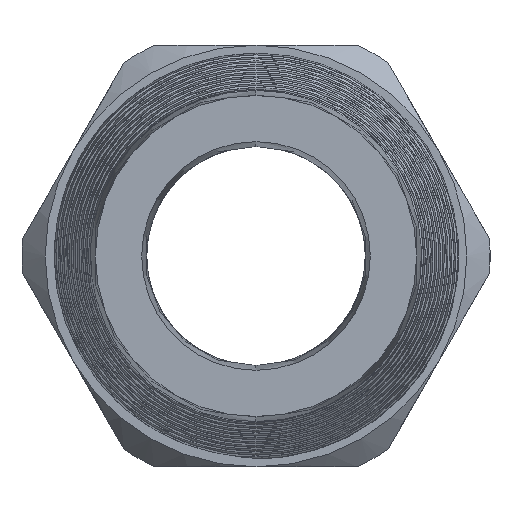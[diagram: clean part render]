
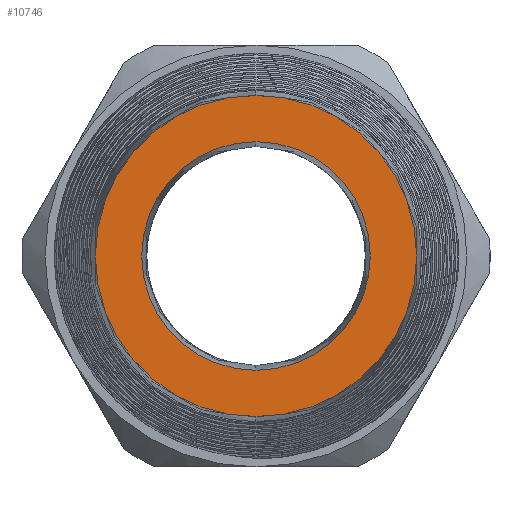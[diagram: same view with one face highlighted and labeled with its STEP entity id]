
A CAD part, left-side view. The second image highlights one B-rep face of the part: STEP entity #10746.
In plain terms, the highlighted planar face has unit normal (-1, 0, 0).
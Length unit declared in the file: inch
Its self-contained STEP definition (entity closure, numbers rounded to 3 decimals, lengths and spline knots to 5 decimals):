
#9846 = EDGE_CURVE ( 'NONE', #9847, #9848, #13194, .T. ) ;
#9847 = VERTEX_POINT ( 'NONE', #13190 ) ;
#9848 = VERTEX_POINT ( 'NONE', #13189 ) ;
#9889 = EDGE_CURVE ( 'NONE', #9916, #9890, #13560, .T. ) ;
#9890 = VERTEX_POINT ( 'NONE', #13555 ) ;
#9916 = VERTEX_POINT ( 'NONE', #13566 ) ;
#10746 = ADVANCED_FACE ( 'NONE', ( #15981, #15980 ), #15978, .T. ) ;
#10747 = EDGE_LOOP ( 'NONE', ( #10748, #10750 ) ) ;
#10748 = ORIENTED_EDGE ( 'NONE', *, *, #10749, .T. ) ;
#10749 = EDGE_CURVE ( 'NONE', #9848, #9847, #15965, .T. ) ;
#10750 = ORIENTED_EDGE ( 'NONE', *, *, #9846, .T. ) ;
#10751 = EDGE_LOOP ( 'NONE', ( #10752, #10754 ) ) ;
#10752 = ORIENTED_EDGE ( 'NONE', *, *, #10753, .F. ) ;
#10753 = EDGE_CURVE ( 'NONE', #9890, #9916, #15960, .T. ) ;
#10754 = ORIENTED_EDGE ( 'NONE', *, *, #9889, .F. ) ;
#13189 = CARTESIAN_POINT ( 'NONE',  ( -4.25, 0., 0.40394 ) ) ;
#13190 = CARTESIAN_POINT ( 'NONE',  ( -4.25, 0., -0.40394 ) ) ;
#13191 = DIRECTION ( 'NONE',  ( 0., 0., 1. ) ) ;
#13192 = DIRECTION ( 'NONE',  ( -1., 0., 0. ) ) ;
#13193 = AXIS2_PLACEMENT_3D ( 'NONE', #13199, #13192, #13191 ) ;
#13194 = CIRCLE ( 'NONE', #13193, 0.40394 ) ;
#13199 = CARTESIAN_POINT ( 'NONE',  ( -4.25, 0., 0. ) ) ;
#13555 = CARTESIAN_POINT ( 'NONE',  ( -4.25, 0., 0.28738 ) ) ;
#13556 = DIRECTION ( 'NONE',  ( 0., 0., 1. ) ) ;
#13557 = DIRECTION ( 'NONE',  ( -1., 0., 0. ) ) ;
#13558 = CARTESIAN_POINT ( 'NONE',  ( -4.25, 0., 0. ) ) ;
#13559 = AXIS2_PLACEMENT_3D ( 'NONE', #13558, #13557, #13556 ) ;
#13560 = CIRCLE ( 'NONE', #13559, 0.28738 ) ;
#13566 = CARTESIAN_POINT ( 'NONE',  ( -4.25, 0., -0.28738 ) ) ;
#15956 = DIRECTION ( 'NONE',  ( 0., 0., 1. ) ) ;
#15957 = DIRECTION ( 'NONE',  ( -1., 0., 0. ) ) ;
#15958 = CARTESIAN_POINT ( 'NONE',  ( -4.25, 0., 0. ) ) ;
#15959 = AXIS2_PLACEMENT_3D ( 'NONE', #15958, #15957, #15956 ) ;
#15960 = CIRCLE ( 'NONE', #15959, 0.28738 ) ;
#15961 = DIRECTION ( 'NONE',  ( 0., 0., 1. ) ) ;
#15962 = DIRECTION ( 'NONE',  ( -1., 0., 0. ) ) ;
#15963 = CARTESIAN_POINT ( 'NONE',  ( -4.25, 0., 0. ) ) ;
#15964 = AXIS2_PLACEMENT_3D ( 'NONE', #15963, #15962, #15961 ) ;
#15965 = CIRCLE ( 'NONE', #15964, 0.40394 ) ;
#15966 = DIRECTION ( 'NONE',  ( 0., 0., 1. ) ) ;
#15967 = DIRECTION ( 'NONE',  ( -1., 0., 0. ) ) ;
#15968 = CARTESIAN_POINT ( 'NONE',  ( -4.25, 0., 0. ) ) ;
#15969 = AXIS2_PLACEMENT_3D ( 'NONE', #15968, #15967, #15966 ) ;
#15978 = PLANE ( 'NONE',  #15969 ) ;
#15980 = FACE_BOUND ( 'NONE', #10751, .T. ) ;
#15981 = FACE_OUTER_BOUND ( 'NONE', #10747, .T. ) ;
